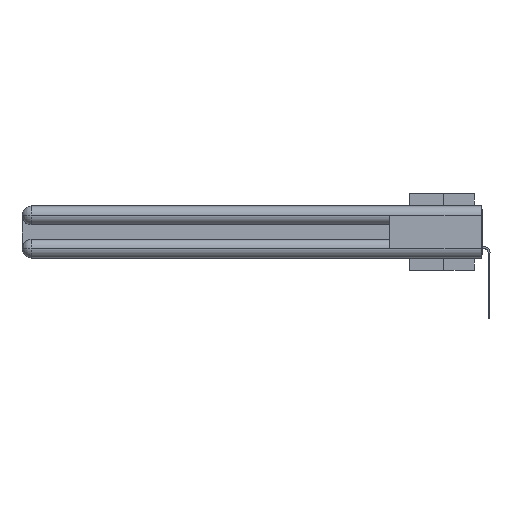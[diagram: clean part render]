
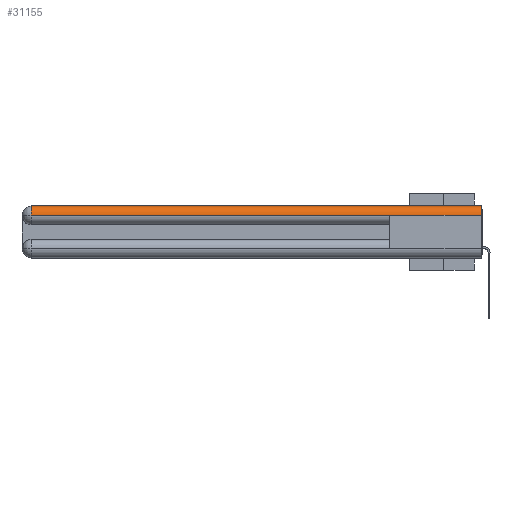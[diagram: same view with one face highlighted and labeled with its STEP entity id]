
A CAD part, left-side view. The second image highlights one B-rep face of the part: STEP entity #31155.
In plain terms, the highlighted cylindrical face has radius 1.562 mm (diameter 3.124 mm), a partial arc.
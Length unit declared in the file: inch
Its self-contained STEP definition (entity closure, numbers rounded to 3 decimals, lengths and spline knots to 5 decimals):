
#790 = CARTESIAN_POINT ( 'NONE',  ( 0.0615, 0., -0.0615 ) ) ;
#2154 = VERTEX_POINT ( 'NONE', #23723 ) ;
#2584 = DIRECTION ( 'NONE',  ( 0., 1., 0. ) ) ;
#3159 = ORIENTED_EDGE ( 'NONE', *, *, #20007, .F. ) ;
#3342 = AXIS2_PLACEMENT_3D ( 'NONE', #32784, #15932, #35579 ) ;
#5657 = AXIS2_PLACEMENT_3D ( 'NONE', #790, #14535, #14785 ) ;
#5930 = CIRCLE ( 'NONE', #3342, 0.0615 ) ;
#7975 = CARTESIAN_POINT ( 'NONE',  ( 0.0615, 0., 0. ) ) ;
#7987 = VERTEX_POINT ( 'NONE', #33307 ) ;
#10092 = AXIS2_PLACEMENT_3D ( 'NONE', #26170, #14981, #29469 ) ;
#10206 = ORIENTED_EDGE ( 'NONE', *, *, #13486, .F. ) ;
#12098 = VECTOR ( 'NONE', #22012, 39.37008 ) ;
#13486 = EDGE_CURVE ( 'NONE', #32945, #7987, #22530, .T. ) ;
#14535 = DIRECTION ( 'NONE',  ( 0., 1., 0. ) ) ;
#14785 = DIRECTION ( 'NONE',  ( 0., 0., 1. ) ) ;
#14981 = DIRECTION ( 'NONE',  ( 0., -1., 0. ) ) ;
#15932 = DIRECTION ( 'NONE',  ( 0., -1., 0. ) ) ;
#16015 = ORIENTED_EDGE ( 'NONE', *, *, #32799, .T. ) ;
#17164 = CARTESIAN_POINT ( 'NONE',  ( 0., 3., -0.0615 ) ) ;
#18127 = VECTOR ( 'NONE', #2584, 39.37008 ) ;
#18327 = ORIENTED_EDGE ( 'NONE', *, *, #28735, .F. ) ;
#20007 = EDGE_CURVE ( 'NONE', #2154, #32801, #31925, .T. ) ;
#20624 = FACE_OUTER_BOUND ( 'NONE', #26353, .T. ) ;
#22012 = DIRECTION ( 'NONE',  ( 0., -1., 0. ) ) ;
#22162 = CARTESIAN_POINT ( 'NONE',  ( 0., 0., -0.0615 ) ) ;
#22530 = LINE ( 'NONE', #17164, #18127 ) ;
#23675 = LINE ( 'NONE', #33585, #36286 ) ;
#23723 = CARTESIAN_POINT ( 'NONE',  ( 0.0615, 2.94, 0. ) ) ;
#24258 = CIRCLE ( 'NONE', #10092, 0.0615 ) ;
#25897 = CYLINDRICAL_SURFACE ( 'NONE', #5657, 0.0615 ) ;
#25991 = CARTESIAN_POINT ( 'NONE',  ( 0., 2.94, -0.0615 ) ) ;
#26170 = CARTESIAN_POINT ( 'NONE',  ( 0.0615, 0., -0.0615 ) ) ;
#26353 = EDGE_LOOP ( 'NONE', ( #3159, #16015, #32345, #10206, #18327 ) ) ;
#27541 = CARTESIAN_POINT ( 'NONE',  ( 0.0615, 0., 0. ) ) ;
#28297 = DIRECTION ( 'NONE',  ( 0., -1., 0. ) ) ;
#28735 = EDGE_CURVE ( 'NONE', #32801, #32945, #24258, .T. ) ;
#29469 = DIRECTION ( 'NONE',  ( 1., 0., 0. ) ) ;
#30471 = VERTEX_POINT ( 'NONE', #25991 ) ;
#31155 = ADVANCED_FACE ( 'NONE', ( #20624 ), #25897, .T. ) ;
#31925 = LINE ( 'NONE', #27541, #12098 ) ;
#32345 = ORIENTED_EDGE ( 'NONE', *, *, #33994, .T. ) ;
#32784 = CARTESIAN_POINT ( 'NONE',  ( 0.0615, 2.94, -0.0615 ) ) ;
#32799 = EDGE_CURVE ( 'NONE', #2154, #30471, #5930, .T. ) ;
#32801 = VERTEX_POINT ( 'NONE', #7975 ) ;
#32945 = VERTEX_POINT ( 'NONE', #22162 ) ;
#33307 = CARTESIAN_POINT ( 'NONE',  ( 0., 0.6, -0.0615 ) ) ;
#33585 = CARTESIAN_POINT ( 'NONE',  ( 0., 3., -0.0615 ) ) ;
#33994 = EDGE_CURVE ( 'NONE', #30471, #7987, #23675, .T. ) ;
#35579 = DIRECTION ( 'NONE',  ( 0., 0., 1. ) ) ;
#36286 = VECTOR ( 'NONE', #28297, 39.37008 ) ;
